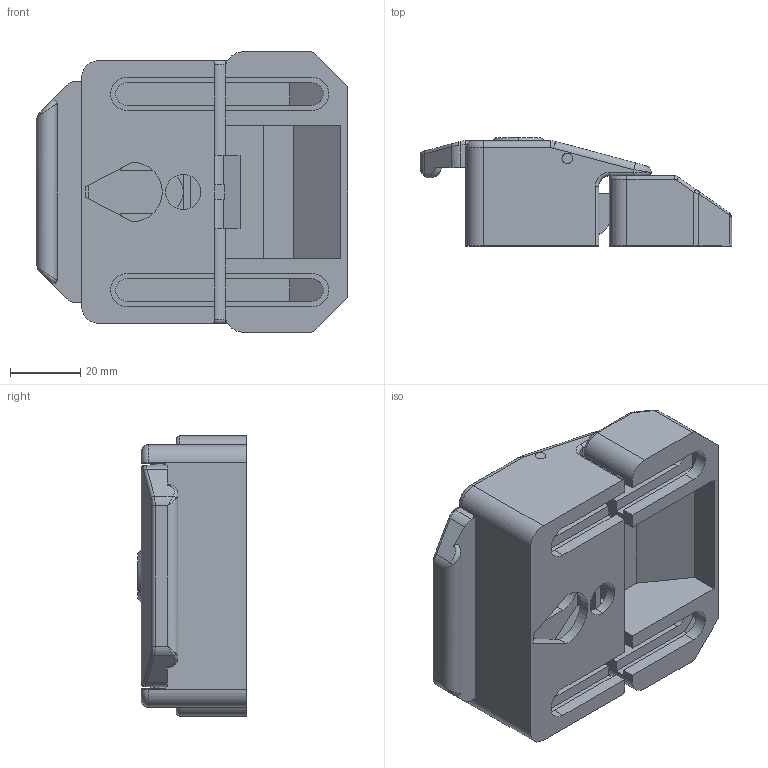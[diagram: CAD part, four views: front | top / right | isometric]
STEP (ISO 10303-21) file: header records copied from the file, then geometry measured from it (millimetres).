
FILE_DESCRIPTION (( 'STEP AP203' ), '1' );
FILE_NAME ('0957201.STEP', '2011-03-31T12:01:51', ( '' ), ( '' ), 'SwSTEP 2.0', 'SolidWorks 2011', '' );
FILE_SCHEMA (( 'CONFIG_CONTROL_DESIGN' ));
Length unit declared in the file: millimetre
Products named in the file (7): 0957201; bock_Standard; 0957101_7 101; schloss_Standard; stift_Standard; griff_Standard; Klammer_mit Schloß
Assembly tree (7 placements, depth 3):
  0957201
    0957101_7 101
      Klammer_mit Schloß
      schloss_Standard
      stift_Standard  x2
      griff_Standard
    bock_Standard
Bounding box: 89 x 31 x 80 mm (x, y, z)
Volume: 97561 mm3; surface area: 42875.1 mm2
Topology: 6 solids, 6 shells, 322 faces, 832 edges, 524 vertices
Faces by surface type: plane 164, cylinder 106, torus 26, bspline 24, cone 2
Entity records: 10877 total; most frequent: CARTESIAN_POINT 2405, ORIENTED_EDGE 1644, DIRECTION 1604, EDGE_CURVE 822, LINE 538, VECTOR 538, AXIS2_PLACEMENT_3D 533, VERTEX_POINT 520
